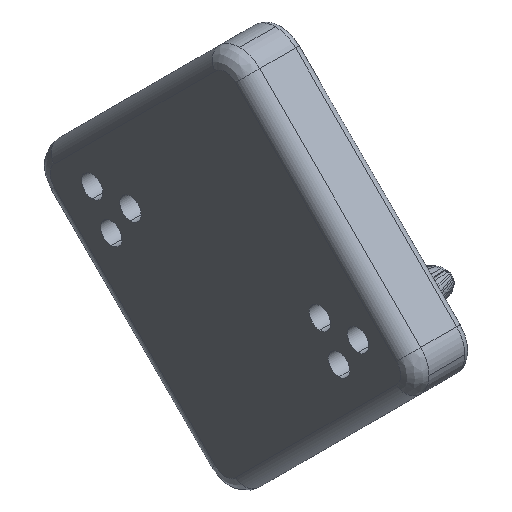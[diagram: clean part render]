
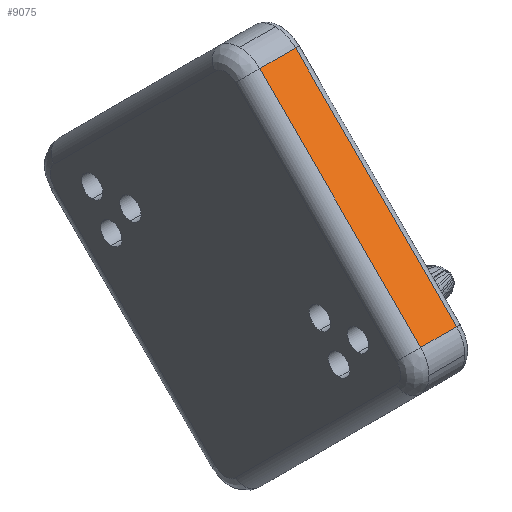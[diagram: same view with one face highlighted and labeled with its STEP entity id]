
A CAD part, isometric view. The second image highlights one B-rep face of the part: STEP entity #9075.
In plain terms, the highlighted planar face has unit normal (0, -0.707, 0.707).
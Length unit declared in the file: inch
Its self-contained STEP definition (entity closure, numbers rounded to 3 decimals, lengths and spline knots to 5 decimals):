
#9062=AXIS2_PLACEMENT_3D('Plane Axis2P3D',#9059,#9060,#9061) ;
#1066=CARTESIAN_POINT('Vertex',(6.59075,-0.54244,1.98224)) ;
#1070=CARTESIAN_POINT('Control Point',(6.59075,-0.54244,1.98224)) ;
#1071=CARTESIAN_POINT('Control Point',(6.90575,-0.54244,1.98224)) ;
#1072=CARTESIAN_POINT('Vertex',(6.90575,-0.54244,1.98224)) ;
#1107=CARTESIAN_POINT('Vertex',(6.90575,-1.95666,0.56803)) ;
#1111=CARTESIAN_POINT('Control Point',(6.59075,-1.95666,0.56803)) ;
#1112=CARTESIAN_POINT('Control Point',(6.90575,-1.95666,0.56803)) ;
#1113=CARTESIAN_POINT('Vertex',(6.59075,-1.95666,0.56803)) ;
#8972=CARTESIAN_POINT('Control Point',(6.59075,-1.95666,0.56803)) ;
#8973=CARTESIAN_POINT('Control Point',(6.59075,-0.54244,1.98224)) ;
#9059=CARTESIAN_POINT('Axis2P3D Location',(6.46181,-2.13622,0.38847)) ;
#9064=CARTESIAN_POINT('Line Origine',(6.90575,-1.24955,1.27513)) ;
#9060=DIRECTION('Axis2P3D Direction',(0.,0.707,-0.707)) ;
#9061=DIRECTION('Axis2P3D XDirection',(0.,0.707,0.707)) ;
#9065=DIRECTION('Vector Direction',(0.,-0.707,-0.707)) ;
#9066=VECTOR('Line Direction',#9065,0.03937) ;
#9070=ORIENTED_EDGE('',*,*,#1074,.F.) ;
#9071=ORIENTED_EDGE('',*,*,#8974,.F.) ;
#9072=ORIENTED_EDGE('',*,*,#1115,.F.) ;
#9073=ORIENTED_EDGE('',*,*,#9068,.F.) ;
#9075=ADVANCED_FACE('R2',(#9074),#9063,.F.) ;
#1074=EDGE_CURVE('',#1067,#1073,#1069,.T.) ;
#1115=EDGE_CURVE('',#1108,#1114,#1110,.F.) ;
#8974=EDGE_CURVE('',#1114,#1067,#8971,.T.) ;
#9068=EDGE_CURVE('',#1073,#1108,#9067,.T.) ;
#9069=EDGE_LOOP('',(#9070,#9071,#9072,#9073)) ;
#9074=FACE_OUTER_BOUND('',#9069,.T.) ;
#9067=LINE('Line',#9064,#9066) ;
#9063=PLANE('',#9062) ;
#1067=VERTEX_POINT('',#1066) ;
#1073=VERTEX_POINT('',#1072) ;
#1108=VERTEX_POINT('',#1107) ;
#1114=VERTEX_POINT('',#1113) ;
#1069=(BOUNDED_CURVE()B_SPLINE_CURVE(1,(#1070,#1071),.UNSPECIFIED.,.F.,.U.)B_SPLINE_CURVE_WITH_KNOTS((2,2),(3.275,11.276),.UNSPECIFIED.)CURVE()GEOMETRIC_REPRESENTATION_ITEM()RATIONAL_B_SPLINE_CURVE((0.933,0.933))REPRESENTATION_ITEM('')) ;
#1110=(BOUNDED_CURVE()B_SPLINE_CURVE(1,(#1111,#1112),.UNSPECIFIED.,.F.,.U.)B_SPLINE_CURVE_WITH_KNOTS((2,2),(3.275,11.276),.UNSPECIFIED.)CURVE()GEOMETRIC_REPRESENTATION_ITEM()RATIONAL_B_SPLINE_CURVE((0.933,0.933))REPRESENTATION_ITEM('')) ;
#8971=(BOUNDED_CURVE()B_SPLINE_CURVE(1,(#8972,#8973),.UNSPECIFIED.,.F.,.U.)B_SPLINE_CURVE_WITH_KNOTS((2,2),(2.,52.8),.UNSPECIFIED.)CURVE()GEOMETRIC_REPRESENTATION_ITEM()RATIONAL_B_SPLINE_CURVE((1.,1.))REPRESENTATION_ITEM('')) ;
